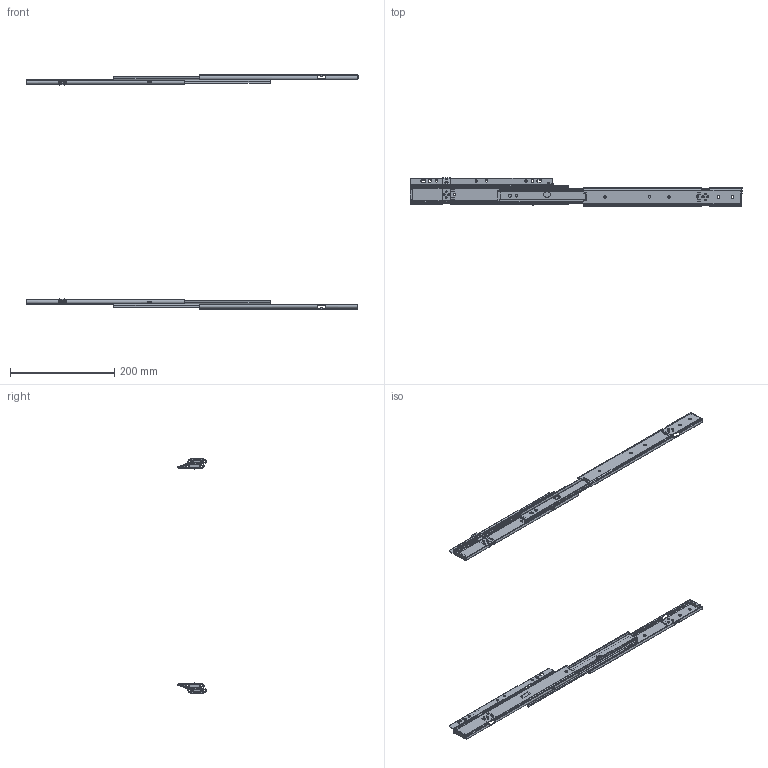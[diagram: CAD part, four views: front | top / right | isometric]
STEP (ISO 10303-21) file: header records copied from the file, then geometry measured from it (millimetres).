
FILE_DESCRIPTION (( 'STEP AP203' ), '1' );
FILE_NAME ('3533-12L R.STEP', '2021-04-21T02:36:16', ( '' ), ( '' ), 'SwSTEP 2.0', 'SolidWorks 2019', '' );
FILE_SCHEMA (( 'CONFIG_CONTROL_DESIGN' ));
Length unit declared in the file: millimetre
Products named in the file (14): 3533-12L IM僉儍價懁; 3533-12L R; PN41-1; 3533-12R OM僪儘懁; 3533-12R IM僪儘懁; 3533-12R; 3533-12L IM僪儘懁; 3533-12R IM僉儍價懁; PN101; PN26; 3533-12L OM僪儘懁; 3533-12L OM僉儍價懁 ; PN4; 3533-12R OM僉儍價懁 
Assembly tree (21 placements, depth 3):
  3533-12L R
    3533-12L OM僉儍價懁 
    PN26  x2
    3533-12L IM僉儍價懁
    3533-12L IM僪儘懁
    3533-12L OM僪儘懁
    PN4
    PN101  x2
    PN41-1
    3533-12R
      3533-12R OM僉儍價懁 
      PN26  x2
      3533-12R IM僉儍價懁
      3533-12R IM僪儘懁
      3533-12R OM僪儘懁
      PN4
      PN101  x2
      PN41-1
Bounding box: 638.4 x 54.85 x 450 mm (x, y, z)
Volume: 166027.6 mm3; surface area: 233104.3 mm2
Topology: 20 solids, 20 shells, 1132 faces, 3096 edges, 2022 vertices
Faces by surface type: plane 612, cylinder 474, torus 34, bspline 12
Entity records: 33579 total; most frequent: CARTESIAN_POINT 6625, ORIENTED_EDGE 5338, DIRECTION 5263, EDGE_CURVE 2669, AXIS2_PLACEMENT_3D 1817, VERTEX_POINT 1747, LINE 1629, VECTOR 1629
